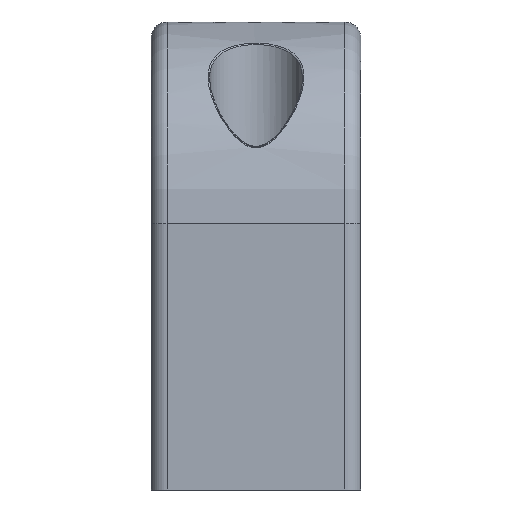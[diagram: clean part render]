
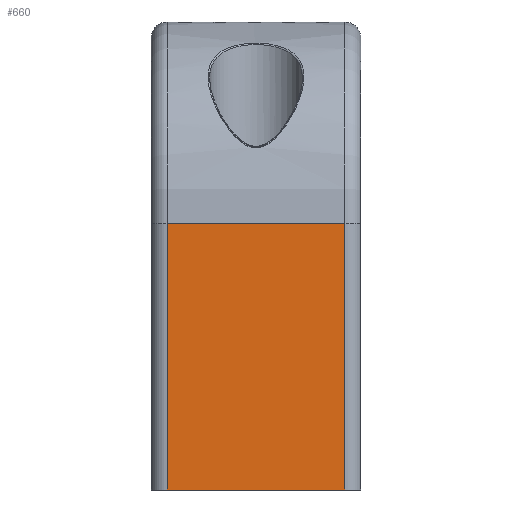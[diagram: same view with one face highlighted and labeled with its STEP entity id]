
A CAD part, front view. The second image highlights one B-rep face of the part: STEP entity #660.
In plain terms, the highlighted planar face has unit normal (0, -1, 0).
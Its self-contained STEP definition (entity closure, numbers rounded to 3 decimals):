
#660=ADVANCED_FACE('NONE',(#1508),#1509,.F.);
#1508=FACE_OUTER_BOUND('',#2782,.T.);
#1509=PLANE('',#2783);
#2782=EDGE_LOOP('',(#5729,#5730,#5731,#5732));
#2783=AXIS2_PLACEMENT_3D('',#5733,#5734,#5735);
#5729=ORIENTED_EDGE('',*,*,#7968,.T.);
#5730=ORIENTED_EDGE('',*,*,#8004,.F.);
#5731=ORIENTED_EDGE('',*,*,#7981,.F.);
#5732=ORIENTED_EDGE('',*,*,#8005,.F.);
#5733=CARTESIAN_POINT('',(13.0,-97.5,-25.0));
#5734=DIRECTION('',(0.0,1.0,0.0));
#5735=DIRECTION('',(1.0,0.0,-0.0));
#7968=EDGE_CURVE('NONE',#9616,#9617,#9618,.T.);
#7981=EDGE_CURVE('NONE',#9631,#9632,#9633,.T.);
#8004=EDGE_CURVE('NONE',#9632,#9617,#9668,.T.);
#8005=EDGE_CURVE('NONE',#9616,#9631,#9669,.T.);
#9616=VERTEX_POINT('NONE',#13162);
#9617=VERTEX_POINT('NONE',#13163);
#9618=LINE('',#13164,#13165);
#9631=VERTEX_POINT('NONE',#13332);
#9632=VERTEX_POINT('NONE',#13333);
#9633=LINE('',#13334,#13335);
#9668=LINE('',#13376,#13377);
#9669=LINE('',#13378,#13379);
#13162=CARTESIAN_POINT('',(11.0,-97.5,-25.0));
#13163=CARTESIAN_POINT('',(-11.0,-97.5,-25.0));
#13164=CARTESIAN_POINT('',(13.0,-97.5,-25.0));
#13165=VECTOR('',#15453,1000.0);
#13332=CARTESIAN_POINT('',(11.0,-97.5,-58.0));
#13333=CARTESIAN_POINT('',(-11.0,-97.5,-58.0));
#13334=CARTESIAN_POINT('',(13.0,-97.5,-58.0));
#13335=VECTOR('',#15466,1000.0);
#13376=CARTESIAN_POINT('',(-11.0,-97.5,-25.0));
#13377=VECTOR('',#15518,1000.0);
#13378=CARTESIAN_POINT('',(11.0,-97.5,-25.0));
#13379=VECTOR('',#15519,1000.0);
#15453=DIRECTION('',(-1.0,0.0,-0.0));
#15466=DIRECTION('',(-1.0,0.0,-0.0));
#15518=DIRECTION('',(0.0,0.0,1.0));
#15519=DIRECTION('',(-0.0,-0.0,-1.0));
